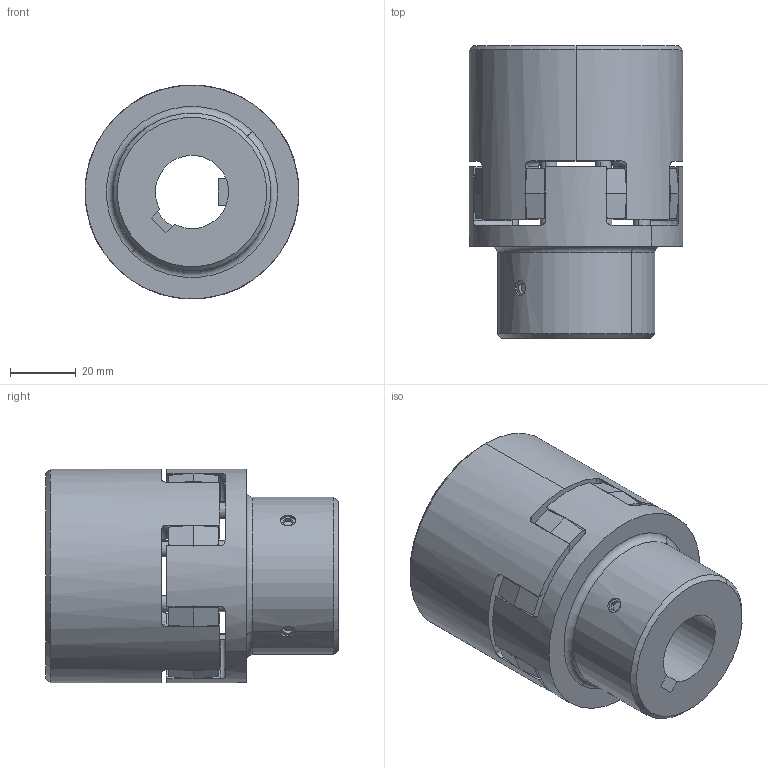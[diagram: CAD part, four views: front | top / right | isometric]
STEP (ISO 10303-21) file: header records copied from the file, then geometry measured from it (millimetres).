
FILE_DESCRIPTION (( 'STEP AP203' ), '1' );
FILE_NAME ('8372.STEP', '2017-06-02T13:39:21', ( '' ), ( '' ), 'SwSTEP 2.0', 'SolidWorks 2017', '' );
FILE_SCHEMA (( 'CONFIG_CONTROL_DESIGN' ));
Length unit declared in the file: inch
Products named in the file (5): 38297; 991903; 30067; 8372; 38291
Assembly tree (4 placements, depth 2):
  8372
    38291
    38297
    991903
    30067
Bounding box: 65.02 x 88.9 x 65.02 mm (x, y, z)
Volume: 199196.8 mm3; surface area: 47579 mm2
Topology: 4 solids, 4 shells, 246 faces, 603 edges, 388 vertices
Faces by surface type: plane 99, cylinder 73, cone 52, torus 22
Entity records: 8414 total; most frequent: CARTESIAN_POINT 2040, DIRECTION 1259, ORIENTED_EDGE 1206, EDGE_CURVE 603, AXIS2_PLACEMENT_3D 511, VERTEX_POINT 388, EDGE_LOOP 275, CIRCLE 258
